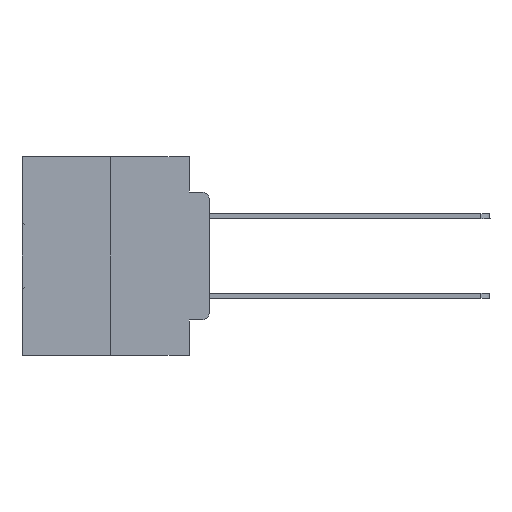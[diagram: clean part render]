
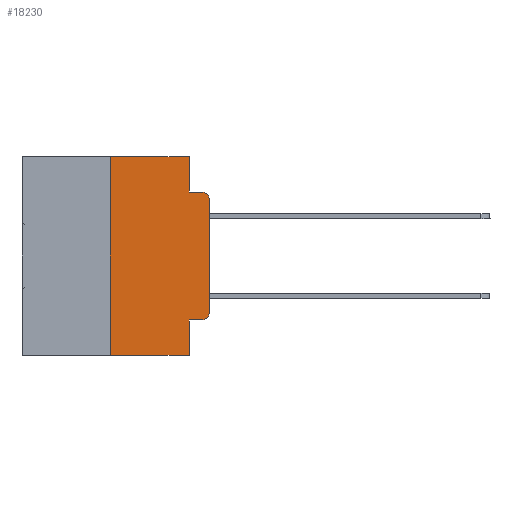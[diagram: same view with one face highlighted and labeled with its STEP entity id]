
A CAD part, left-side view. The second image highlights one B-rep face of the part: STEP entity #18230.
In plain terms, the highlighted planar face has unit normal (-1, 0, 0).
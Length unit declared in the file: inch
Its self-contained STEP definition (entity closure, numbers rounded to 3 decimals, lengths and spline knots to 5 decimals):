
#309 = EDGE_CURVE ( 'NONE', #31444, #24412, #13901, .T. ) ;
#675 = DIRECTION ( 'NONE',  ( 0., 0., -1. ) ) ;
#685 = CARTESIAN_POINT ( 'NONE',  ( 0., 0.051, -0.4115 ) ) ;
#856 = LINE ( 'NONE', #899, #28409 ) ;
#899 = CARTESIAN_POINT ( 'NONE',  ( 0., 0.473, 0. ) ) ;
#1140 = EDGE_CURVE ( 'NONE', #27080, #3527, #28734, .T. ) ;
#2756 = ORIENTED_EDGE ( 'NONE', *, *, #12903, .F. ) ;
#2798 = EDGE_CURVE ( 'NONE', #27676, #31046, #856, .T. ) ;
#3137 = CARTESIAN_POINT ( 'NONE',  ( 0., 0.25, 0. ) ) ;
#3165 = VECTOR ( 'NONE', #20632, 39.37008 ) ;
#3527 = VERTEX_POINT ( 'NONE', #21923 ) ;
#3701 = EDGE_CURVE ( 'NONE', #26126, #27676, #29142, .T. ) ;
#3815 = EDGE_LOOP ( 'NONE', ( #29822, #14201, #2756, #23475, #10854, #32992, #9230, #5213, #9655, #3824 ) ) ;
#3824 = ORIENTED_EDGE ( 'NONE', *, *, #10114, .T. ) ;
#4952 = PLANE ( 'NONE',  #12678 ) ;
#5213 = ORIENTED_EDGE ( 'NONE', *, *, #13114, .F. ) ;
#5742 = CARTESIAN_POINT ( 'NONE',  ( 0., 0.051, -0.0885 ) ) ;
#5797 = CARTESIAN_POINT ( 'NONE',  ( 0., 0., -0.3915 ) ) ;
#5845 = EDGE_CURVE ( 'NONE', #27055, #27080, #14990, .T. ) ;
#5891 = VERTEX_POINT ( 'NONE', #32281 ) ;
#7562 = DIRECTION ( 'NONE',  ( 1., 0., 0. ) ) ;
#8340 = DIRECTION ( 'NONE',  ( 0., -1., 0. ) ) ;
#8550 = AXIS2_PLACEMENT_3D ( 'NONE', #31643, #16343, #675 ) ;
#8739 = VECTOR ( 'NONE', #19515, 39.37008 ) ;
#9230 = ORIENTED_EDGE ( 'NONE', *, *, #21434, .T. ) ;
#9253 = CARTESIAN_POINT ( 'NONE',  ( 0., 0.051, 0. ) ) ;
#9355 = VECTOR ( 'NONE', #12393, 39.37008 ) ;
#9566 = LINE ( 'NONE', #14411, #8739 ) ;
#9655 = ORIENTED_EDGE ( 'NONE', *, *, #309, .T. ) ;
#10114 = EDGE_CURVE ( 'NONE', #24412, #27055, #21940, .T. ) ;
#10269 = CARTESIAN_POINT ( 'NONE',  ( 0., 0.25, -0.5 ) ) ;
#10854 = ORIENTED_EDGE ( 'NONE', *, *, #2798, .F. ) ;
#12393 = DIRECTION ( 'NONE',  ( 0., 0., 1. ) ) ;
#12465 = VERTEX_POINT ( 'NONE', #19548 ) ;
#12678 = AXIS2_PLACEMENT_3D ( 'NONE', #23007, #7562, #25647 ) ;
#12797 = CARTESIAN_POINT ( 'NONE',  ( 0., 0.051, 0. ) ) ;
#12903 = EDGE_CURVE ( 'NONE', #12465, #3527, #16172, .T. ) ;
#13114 = EDGE_CURVE ( 'NONE', #31444, #5891, #9566, .T. ) ;
#13388 = CARTESIAN_POINT ( 'NONE',  ( 0., 0.02, -0.1085 ) ) ;
#13815 = DIRECTION ( 'NONE',  ( -1., 0., 0. ) ) ;
#13865 = VECTOR ( 'NONE', #30016, 39.37008 ) ;
#13901 = LINE ( 'NONE', #32490, #31924 ) ;
#14201 = ORIENTED_EDGE ( 'NONE', *, *, #1140, .T. ) ;
#14411 = CARTESIAN_POINT ( 'NONE',  ( 0., 0.051, 0. ) ) ;
#14990 = LINE ( 'NONE', #29598, #27804 ) ;
#16172 = LINE ( 'NONE', #5742, #28964 ) ;
#16343 = DIRECTION ( 'NONE',  ( -1., 0., 0. ) ) ;
#18230 = ADVANCED_FACE ( 'NONE', ( #32924 ), #4952, .F. ) ;
#19161 = DIRECTION ( 'NONE',  ( 0., -1., 0. ) ) ;
#19236 = CARTESIAN_POINT ( 'NONE',  ( 0., 0.02, -0.4115 ) ) ;
#19515 = DIRECTION ( 'NONE',  ( 0., 0., -1. ) ) ;
#19548 = CARTESIAN_POINT ( 'NONE',  ( 0., 0.051, -0.0885 ) ) ;
#20632 = DIRECTION ( 'NONE',  ( 0., 0., -1. ) ) ;
#21434 = EDGE_CURVE ( 'NONE', #26126, #5891, #27501, .T. ) ;
#21603 = CARTESIAN_POINT ( 'NONE',  ( 0., 0., -0.1085 ) ) ;
#21923 = CARTESIAN_POINT ( 'NONE',  ( 0., 0.02, -0.0885 ) ) ;
#21940 = CIRCLE ( 'NONE', #8550, 0.02 ) ;
#22232 = EDGE_CURVE ( 'NONE', #31046, #12465, #24672, .T. ) ;
#23007 = CARTESIAN_POINT ( 'NONE',  ( 0., 0.473, 0. ) ) ;
#23475 = ORIENTED_EDGE ( 'NONE', *, *, #22232, .F. ) ;
#24412 = VERTEX_POINT ( 'NONE', #19236 ) ;
#24672 = LINE ( 'NONE', #12797, #3165 ) ;
#25647 = DIRECTION ( 'NONE',  ( 0., 0., -1. ) ) ;
#26126 = VERTEX_POINT ( 'NONE', #10269 ) ;
#26697 = DIRECTION ( 'NONE',  ( 0., 0., -1. ) ) ;
#27055 = VERTEX_POINT ( 'NONE', #5797 ) ;
#27080 = VERTEX_POINT ( 'NONE', #21603 ) ;
#27460 = CARTESIAN_POINT ( 'NONE',  ( 0., 0.473, -0.5 ) ) ;
#27501 = LINE ( 'NONE', #27460, #13865 ) ;
#27676 = VERTEX_POINT ( 'NONE', #3137 ) ;
#27801 = CARTESIAN_POINT ( 'NONE',  ( 0., 0.25, 0. ) ) ;
#27804 = VECTOR ( 'NONE', #32169, 39.37008 ) ;
#28409 = VECTOR ( 'NONE', #19161, 39.37008 ) ;
#28734 = CIRCLE ( 'NONE', #33171, 0.02 ) ;
#28964 = VECTOR ( 'NONE', #8340, 39.37008 ) ;
#29142 = LINE ( 'NONE', #27801, #9355 ) ;
#29598 = CARTESIAN_POINT ( 'NONE',  ( 0., 0., 0. ) ) ;
#29822 = ORIENTED_EDGE ( 'NONE', *, *, #5845, .T. ) ;
#30016 = DIRECTION ( 'NONE',  ( 0., -1., 0. ) ) ;
#31046 = VERTEX_POINT ( 'NONE', #9253 ) ;
#31444 = VERTEX_POINT ( 'NONE', #685 ) ;
#31643 = CARTESIAN_POINT ( 'NONE',  ( 0., 0.02, -0.3915 ) ) ;
#31924 = VECTOR ( 'NONE', #32825, 39.37008 ) ;
#32169 = DIRECTION ( 'NONE',  ( 0., 0., 1. ) ) ;
#32281 = CARTESIAN_POINT ( 'NONE',  ( 0., 0.051, -0.5 ) ) ;
#32490 = CARTESIAN_POINT ( 'NONE',  ( 0., 0.051, -0.4115 ) ) ;
#32825 = DIRECTION ( 'NONE',  ( 0., -1., 0. ) ) ;
#32924 = FACE_OUTER_BOUND ( 'NONE', #3815, .T. ) ;
#32992 = ORIENTED_EDGE ( 'NONE', *, *, #3701, .F. ) ;
#33171 = AXIS2_PLACEMENT_3D ( 'NONE', #13388, #13815, #26697 ) ;
